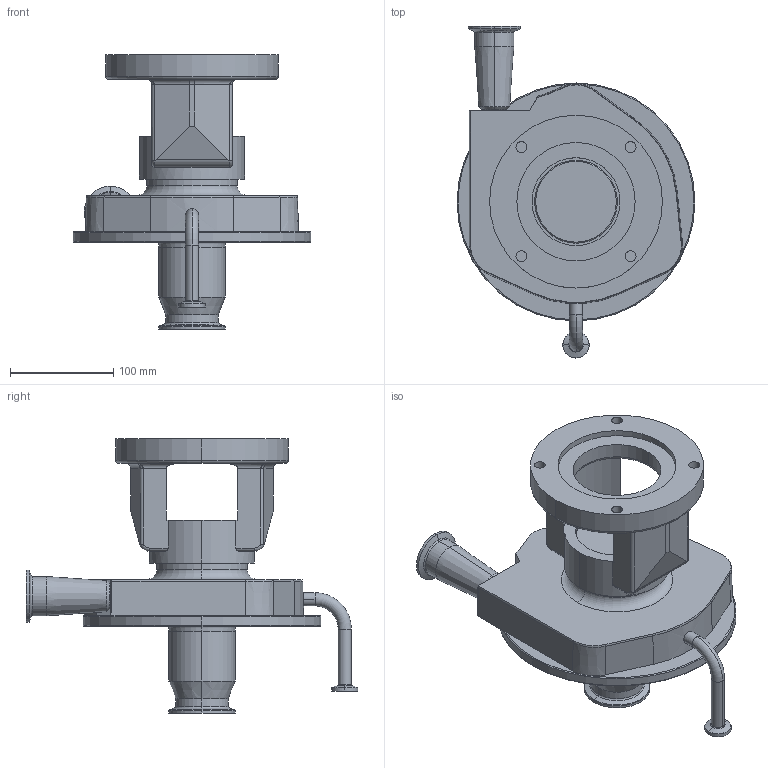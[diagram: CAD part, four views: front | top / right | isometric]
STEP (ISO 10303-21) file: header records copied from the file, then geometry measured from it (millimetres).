
FILE_DESCRIPTION (( 'STEP AP214' ), '1' );
FILE_NAME ('FPR 721-722-731 140TC VERT 1-2 IN ELBOW FRONT DRAIN.STEP', '2023-01-10T16:52:53', ( '' ), ( '' ), 'SwSTEP 2.0', 'SolidWorks 2021', '' );
FILE_SCHEMA (( 'AUTOMOTIVE_DESIGN' ));
Length unit declared in the file: millimetre
Products named in the file (1): FPR 721-722-731 140TC VERT 1-2 IN ELBOW FRONT DRAIN
Bounding box: 230 x 320.7 x 265 mm (x, y, z)
Volume: 2227518.7 mm3; surface area: 342636.2 mm2
Topology: 1 solids, 1 shells, 258 faces, 594 edges, 347 vertices
Faces by surface type: cylinder 83, torus 70, plane 52, cone 47, bspline 6
Entity records: 8128 total; most frequent: CARTESIAN_POINT 2164, DIRECTION 1372, ORIENTED_EDGE 1180, EDGE_CURVE 590, AXIS2_PLACEMENT_3D 589, VERTEX_POINT 347, CIRCLE 336, EDGE_LOOP 285
